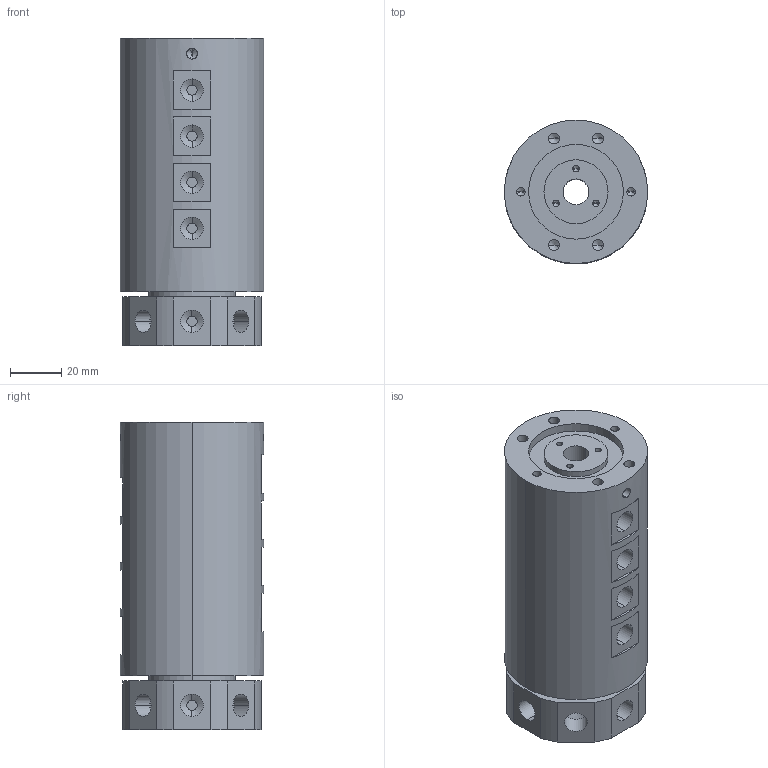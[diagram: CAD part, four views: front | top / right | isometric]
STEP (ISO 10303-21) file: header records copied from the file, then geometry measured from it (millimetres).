
FILE_DESCRIPTION (( 'STEP AP203' ), '1' );
FILE_NAME ('MK81.STEP', '2020-07-24T03:03:01', ( 'gongcheng1' ), ( '' ), 'SwSTEP 2.0', 'SolidWorks 2014', '' );
FILE_SCHEMA (( 'CONFIG_CONTROL_DESIGN' ));
Length unit declared in the file: millimetre
Products named in the file (1): MK81
Bounding box: 56 x 56 x 120 mm (x, y, z)
Volume: 265968.3 mm3; surface area: 40146 mm2
Topology: 1 solids, 1 shells, 233 faces, 524 edges, 305 vertices
Faces by surface type: cylinder 115, cone 62, plane 56
Entity records: 6499 total; most frequent: DIRECTION 1200, CARTESIAN_POINT 1199, ORIENTED_EDGE 988, EDGE_CURVE 494, AXIS2_PLACEMENT_3D 482, VERTEX_POINT 305, EDGE_LOOP 279, CIRCLE 248
